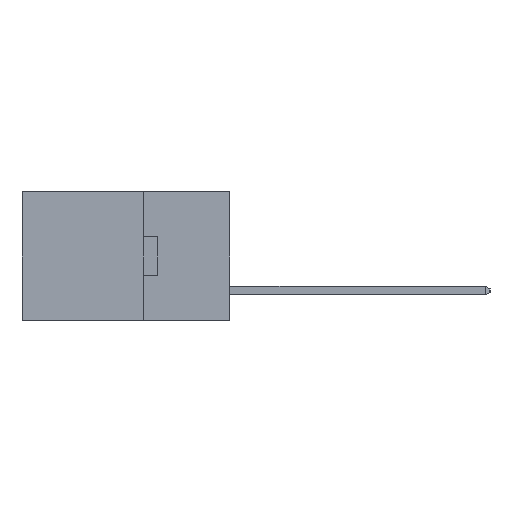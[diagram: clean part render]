
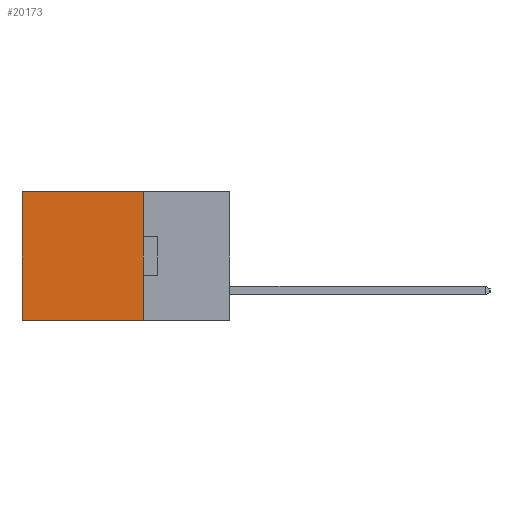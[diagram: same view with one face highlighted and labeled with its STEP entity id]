
A CAD part, left-side view. The second image highlights one B-rep face of the part: STEP entity #20173.
In plain terms, the highlighted planar face has unit normal (-1, 0, 0).
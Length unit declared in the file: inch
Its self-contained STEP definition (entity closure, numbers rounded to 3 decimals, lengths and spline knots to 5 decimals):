
#213 = AXIS2_PLACEMENT_3D ( 'NONE', #20220, #24166, #12322 ) ;
#439 = ORIENTED_EDGE ( 'NONE', *, *, #9356, .T. ) ;
#1032 = CARTESIAN_POINT ( 'NONE',  ( 0.2615, 0.6, -0.37 ) ) ;
#1806 = PLANE ( 'NONE',  #213 ) ;
#1846 = EDGE_CURVE ( 'NONE', #20738, #12027, #8376, .T. ) ;
#2219 = VECTOR ( 'NONE', #22847, 39.37008 ) ;
#2556 = LINE ( 'NONE', #1032, #18187 ) ;
#3902 = ORIENTED_EDGE ( 'NONE', *, *, #1846, .F. ) ;
#4899 = FACE_OUTER_BOUND ( 'NONE', #12552, .T. ) ;
#5976 = CARTESIAN_POINT ( 'NONE',  ( 0.2615, 0.25, 0. ) ) ;
#6803 = ORIENTED_EDGE ( 'NONE', *, *, #14565, .T. ) ;
#7767 = LINE ( 'NONE', #24733, #2219 ) ;
#8376 = LINE ( 'NONE', #23863, #24268 ) ;
#9356 = EDGE_CURVE ( 'NONE', #20738, #24113, #20264, .T. ) ;
#11712 = ORIENTED_EDGE ( 'NONE', *, *, #24186, .F. ) ;
#12027 = VERTEX_POINT ( 'NONE', #19166 ) ;
#12322 = DIRECTION ( 'NONE',  ( 0., 0., -1. ) ) ;
#12552 = EDGE_LOOP ( 'NONE', ( #6803, #11712, #3902, #439 ) ) ;
#14565 = EDGE_CURVE ( 'NONE', #24113, #21465, #2556, .T. ) ;
#15377 = DIRECTION ( 'NONE',  ( 0., 1., 0. ) ) ;
#15468 = CARTESIAN_POINT ( 'NONE',  ( 0.2615, 0.25, 0. ) ) ;
#16030 = CARTESIAN_POINT ( 'NONE',  ( 0.2615, 0.6, -0.37 ) ) ;
#17428 = DIRECTION ( 'NONE',  ( 0., 0., -1. ) ) ;
#18187 = VECTOR ( 'NONE', #17428, 39.37008 ) ;
#18630 = CARTESIAN_POINT ( 'NONE',  ( 0.2615, 0.6, 0. ) ) ;
#19166 = CARTESIAN_POINT ( 'NONE',  ( 0.2615, 0.25, -0.37 ) ) ;
#20173 = ADVANCED_FACE ( 'NONE', ( #4899 ), #1806, .F. ) ;
#20220 = CARTESIAN_POINT ( 'NONE',  ( 0.2615, 0.25, -0.37 ) ) ;
#20264 = LINE ( 'NONE', #15468, #24877 ) ;
#20738 = VERTEX_POINT ( 'NONE', #5976 ) ;
#21465 = VERTEX_POINT ( 'NONE', #16030 ) ;
#22847 = DIRECTION ( 'NONE',  ( 0., 1., 0. ) ) ;
#23863 = CARTESIAN_POINT ( 'NONE',  ( 0.2615, 0.25, -0.37 ) ) ;
#24113 = VERTEX_POINT ( 'NONE', #18630 ) ;
#24166 = DIRECTION ( 'NONE',  ( 1., 0., 0. ) ) ;
#24186 = EDGE_CURVE ( 'NONE', #12027, #21465, #7767, .T. ) ;
#24268 = VECTOR ( 'NONE', #24279, 39.37008 ) ;
#24279 = DIRECTION ( 'NONE',  ( 0., 0., -1. ) ) ;
#24733 = CARTESIAN_POINT ( 'NONE',  ( 0.2615, 0.25, -0.37 ) ) ;
#24877 = VECTOR ( 'NONE', #15377, 39.37008 ) ;
